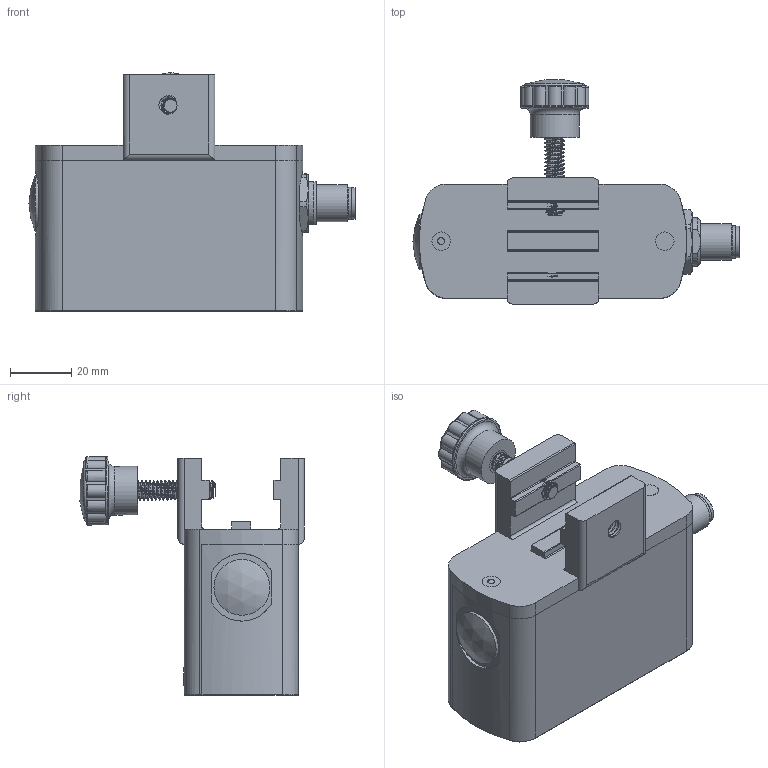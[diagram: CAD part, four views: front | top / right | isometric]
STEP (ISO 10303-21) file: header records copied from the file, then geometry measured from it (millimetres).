
FILE_DESCRIPTION(/* description */ (''),/* implementation_level */ '2;1');
FILE_NAME(/* name */ 'ODC 48-xx QD (1in Mounting Bracket Left Side Connector).step',/* time_stamp */ '2026-03-07T22:07:19-06:00',/* author */ (''),/* organization */ (''),/* preprocessor_version */ 'ST-DEVELOPER v20.1',/* originating_system */ 'Autodesk Translation Framework v14.24.0.0',/* authorisation */ '');
FILE_SCHEMA (('AUTOMOTIVE_DESIGN { 1 0 10303 214 3 1 1 }'));
Products named in the file (1): ODC 48-xx QD (1in Mounting Bracket Left Side Connector)
Bounding box: 106.41 x 73.33 x 77.83 mm (x, y, z)
Volume: 117689.5 mm3; surface area: 45684.9 mm2
Topology: 1 solids, 99 shells, 746 faces, 2277 edges, 1585 vertices
Faces by surface type: cylinder 331, plane 283, bspline 70, cone 41, torus 19, sphere 2
Full cylindrical faces by diameter (mm): 0.6 x12, 1.5 x12, 1.933 x8, 2.35 x32, 2.4 x28, 2.941 x4, 4.7 x19, 5.25 x7, 6 x4, 6.35 x10, 6.625 x12, 8.3 x1, 10.3 x1, 10.5 x1, 12 x2, 12.573 x1, 14.376 x1, 15.875 x1, 18.237 x1, 22.225 x1
Entity records: 60062 total; most frequent: CARTESIAN_POINT 40717, ORIENTED_EDGE 4171, DIRECTION 3363, EDGE_CURVE 2277, VERTEX_POINT 1585, AXIS2_PLACEMENT_3D 1223, LINE 917, VECTOR 917
